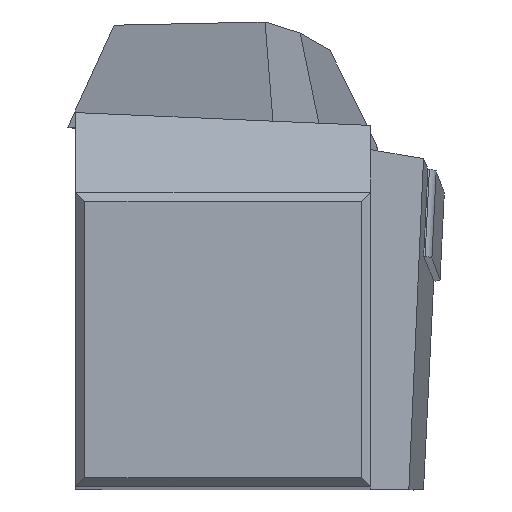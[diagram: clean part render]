
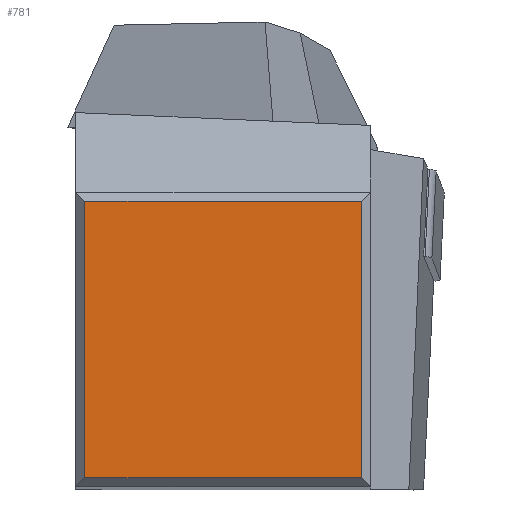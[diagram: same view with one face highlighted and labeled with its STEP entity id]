
A CAD part, top view. The second image highlights one B-rep face of the part: STEP entity #781.
In plain terms, the highlighted planar face has unit normal (0, 0, 1).
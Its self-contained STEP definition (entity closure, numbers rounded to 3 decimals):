
#113=DIRECTION('',(-1.,0.,0.));
#114=VECTOR('',#113,15.);
#115=CARTESIAN_POINT('',(15.5,15.5,0.));
#116=LINE('',#115,#114);
#120=DIRECTION('',(0.,1.,0.));
#121=VECTOR('',#120,15.);
#122=CARTESIAN_POINT('',(15.5,0.5,0.));
#123=LINE('',#122,#121);
#127=DIRECTION('',(1.,0.,0.));
#128=VECTOR('',#127,15.);
#129=CARTESIAN_POINT('',(0.5,0.5,0.));
#130=LINE('',#129,#128);
#134=DIRECTION('',(0.,-1.,0.));
#135=VECTOR('',#134,15.);
#136=CARTESIAN_POINT('',(0.5,15.5,0.));
#137=LINE('',#136,#135);
#678=CARTESIAN_POINT('',(15.5,15.5,0.));
#679=CARTESIAN_POINT('',(0.5,15.5,0.));
#680=VERTEX_POINT('',#678);
#681=VERTEX_POINT('',#679);
#688=CARTESIAN_POINT('',(0.5,0.5,0.));
#689=VERTEX_POINT('',#688);
#692=CARTESIAN_POINT('',(15.5,0.5,0.));
#693=VERTEX_POINT('',#692);
#766=CARTESIAN_POINT('',(0.,0.,0.));
#767=DIRECTION('',(0.,0.,-1.));
#768=DIRECTION('',(0.,1.,0.));
#769=AXIS2_PLACEMENT_3D('',#766,#767,#768);
#770=PLANE('',#769);
#772=ORIENTED_EDGE('',*,*,#771,.F.);
#774=ORIENTED_EDGE('',*,*,#773,.F.);
#776=ORIENTED_EDGE('',*,*,#775,.F.);
#778=ORIENTED_EDGE('',*,*,#777,.F.);
#779=EDGE_LOOP('',(#772,#774,#776,#778));
#780=FACE_OUTER_BOUND('',#779,.F.);
#771=EDGE_CURVE('',#680,#681,#116,.T.);
#773=EDGE_CURVE('',#693,#680,#123,.T.);
#775=EDGE_CURVE('',#689,#693,#130,.T.);
#777=EDGE_CURVE('',#681,#689,#137,.T.);
#781=ADVANCED_FACE('',(#780),#770,.F.);
